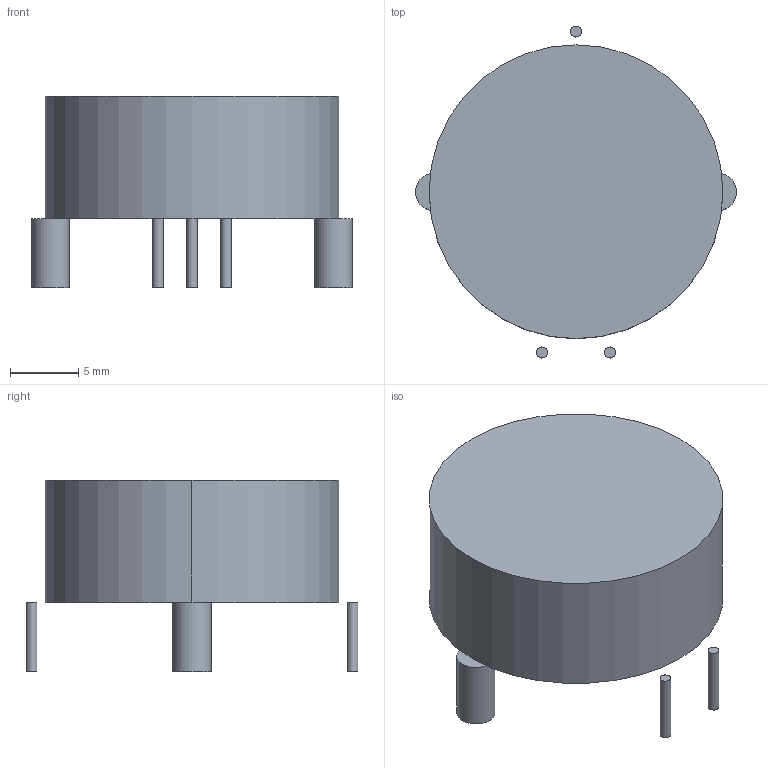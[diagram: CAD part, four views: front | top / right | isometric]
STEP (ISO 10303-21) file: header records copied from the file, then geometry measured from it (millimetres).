
FILE_DESCRIPTION(('FreeCAD Model'),'2;1');
FILE_NAME('1048854.1.1.stp','2020-04-09T20:14:37',( 'Author'),(''),'Open CASCADE STEP processor 6.9','FreeCAD','Unknown' );
FILE_SCHEMA(('AUTOMOTIVE_DESIGN { 1 0 10303 214 1 1 1 1 }'));
Length unit declared in the file: millimetre
Products named in the file (3): ASSEMBLY; Body; Leads
Assembly tree (6 placements, depth 2):
  ASSEMBLY
    Body
    Leads  x5
Bounding box: 23.6 x 24.4 x 14.1 mm (x, y, z)
Volume: 3650.8 mm3; surface area: 2123.1 mm2
Topology: 26 solids, 27 shells, 80 faces, 81 edges, 54 vertices
Faces by surface type: plane 53, cylinder 27
Full cylindrical faces by diameter (mm): 0.8 x15, 2.802 x10
Entity records: 818 total; most frequent: DIRECTION 137, CARTESIAN_POINT 110, ORIENTED_EDGE 48, PCURVE 46, DEFINITIONAL_REPRESENTATION 46, AXIS2_PLACEMENT_3D 41, LINE 41, VECTOR 41
